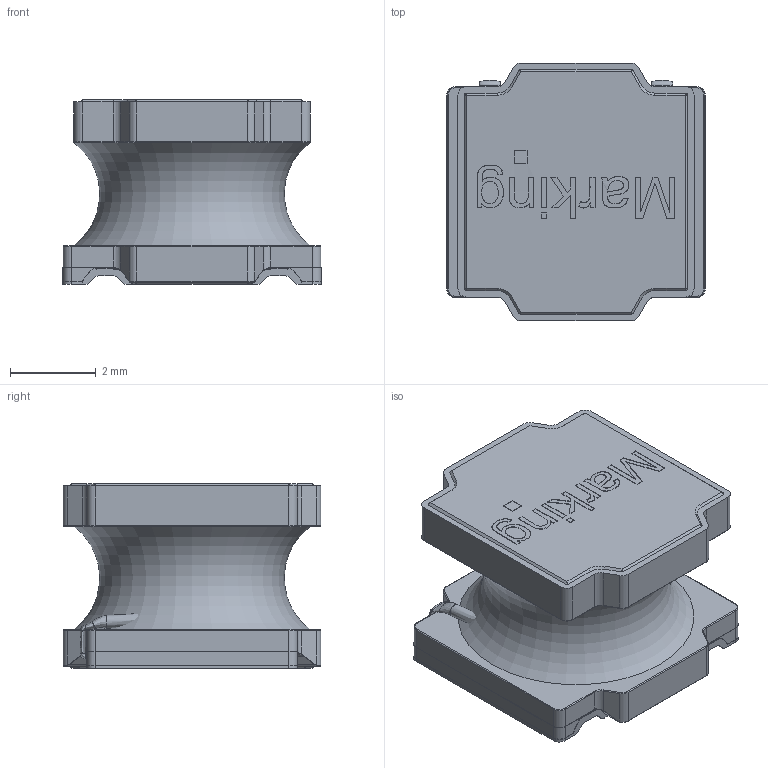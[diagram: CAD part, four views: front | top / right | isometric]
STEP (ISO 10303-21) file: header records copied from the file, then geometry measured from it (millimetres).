
FILE_DESCRIPTION(/* description */ ('Unknown'),/* implementation_level */ '2;1');
FILE_NAME(/* name */ 'L_Wurth_WE-LQSA-6045',/* time_stamp */ '2025-05-13T15:58:24+08:00',/* author */ ('Unknown'),/* organization */ ('Unknown'),/* preprocessor_version */ 'ST-DEVELOPER v19.4',/* originating_system */ 'Solid Edge',/* authorisation */ 'Unknown');
FILE_SCHEMA (('AUTOMOTIVE_DESIGN {1 0 10303 214 3 1 1}'));
Length unit declared in the file: millimetre
Products named in the file (2): L_Wurth_WE-LQSA-6045
Assembly tree (1 placements, depth 2):
  L_Wurth_WE-LQSA-6045
    L_Wurth_WE-LQSA-6045
Bounding box: 6.02 x 6 x 4.3 mm (x, y, z)
Volume: 111.6 mm3; surface area: 457.3 mm2
Topology: 5 solids, 5 shells, 431 faces, 1073 edges, 648 vertices
Faces by surface type: plane 174, cylinder 127, torus 69, bspline 37, cone 24
Full cylindrical faces by diameter (mm): 2.8 x1, 3 x1
Entity records: 16600 total; most frequent: CARTESIAN_POINT 4687, ORIENTED_EDGE 2062, DIRECTION 1972, EDGE_CURVE 1031, AXIS2_PLACEMENT_3D 744, VERTEX_POINT 645, LINE 484, VECTOR 484
